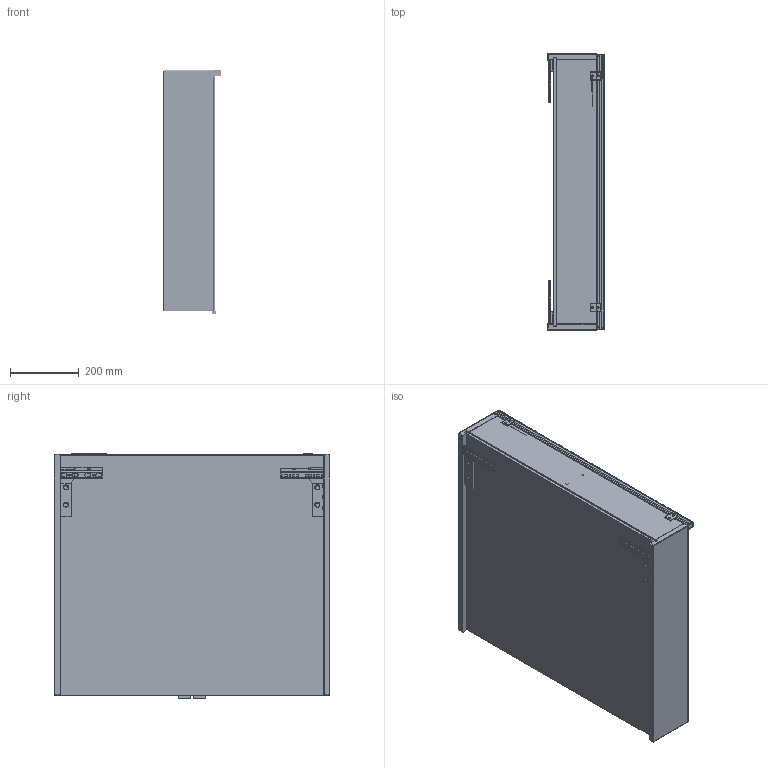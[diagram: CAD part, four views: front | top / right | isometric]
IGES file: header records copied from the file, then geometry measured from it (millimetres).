
Global section: file name: 56812+56813+56814+56815+56816+56817+56818+56819+56820+56821+56822+56823+56824_80CM_DOLAP_AYNA_PREMIUM.igs; native system: Unigraphics Version ; preprocessor: SIEMENS PLM Software NX 8.0; date: 20131107.153435; units: millimetre
Bounding box: 165.96 x 802 x 711.45 mm (x, y, z)
Surface area: 4286899.9 mm2 (no closed solid volume)
Topology: 0 solids, 0 shells, 1466 faces, 10245 edges, 9726 vertices
Faces by surface type: bspline 1463, extrusion 3
